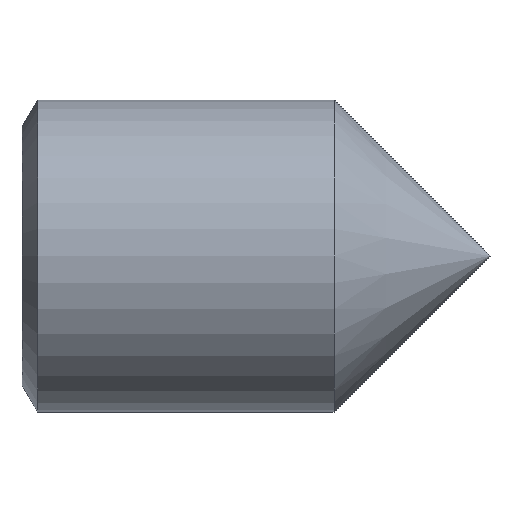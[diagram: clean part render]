
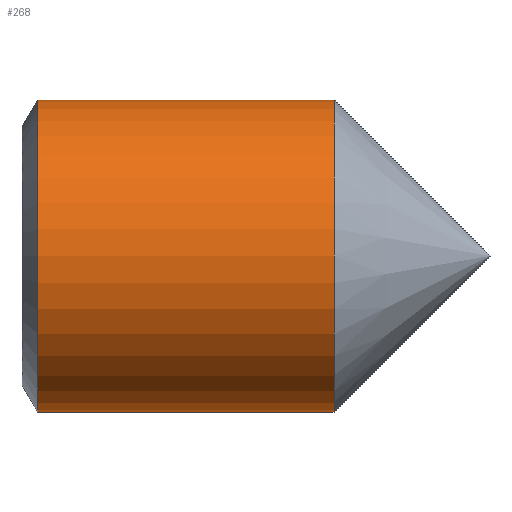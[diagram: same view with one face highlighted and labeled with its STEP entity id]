
A CAD part, front view. The second image highlights one B-rep face of the part: STEP entity #268.
In plain terms, the highlighted cylindrical face has radius 4 mm (diameter 8 mm), a partial arc.
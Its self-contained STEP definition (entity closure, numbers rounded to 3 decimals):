
#12 = AXIS2_PLACEMENT_3D ( 'NONE', #103, #324, #165 ) ;
#14 = CARTESIAN_POINT ( 'NONE',  ( -12.7, 0., -4. ) ) ;
#29 = ORIENTED_EDGE ( 'NONE', *, *, #280, .T. ) ;
#31 = VECTOR ( 'NONE', #329, 1000. ) ;
#63 = ORIENTED_EDGE ( 'NONE', *, *, #298, .F. ) ;
#75 = DIRECTION ( 'NONE',  ( 0., 0., 1. ) ) ;
#90 = VERTEX_POINT ( 'NONE', #98 ) ;
#98 = CARTESIAN_POINT ( 'NONE',  ( 8., 0., -4. ) ) ;
#103 = CARTESIAN_POINT ( 'NONE',  ( -12.7, 0., 0. ) ) ;
#107 = DIRECTION ( 'NONE',  ( -1., 0., 0. ) ) ;
#117 = LINE ( 'NONE', #14, #31 ) ;
#129 = CARTESIAN_POINT ( 'NONE',  ( -12.7, 0., 4. ) ) ;
#137 = DIRECTION ( 'NONE',  ( 0., 0., 1. ) ) ;
#142 = CARTESIAN_POINT ( 'NONE',  ( 0.399, 0., -4. ) ) ;
#144 = AXIS2_PLACEMENT_3D ( 'NONE', #286, #290, #75 ) ;
#146 = CYLINDRICAL_SURFACE ( 'NONE', #12, 4. ) ;
#154 = AXIS2_PLACEMENT_3D ( 'NONE', #403, #107, #137 ) ;
#165 = DIRECTION ( 'NONE',  ( 0., 0., 1. ) ) ;
#170 = EDGE_CURVE ( 'NONE', #412, #217, #276, .T. ) ;
#174 = ORIENTED_EDGE ( 'NONE', *, *, #170, .T. ) ;
#189 = VECTOR ( 'NONE', #358, 1000. ) ;
#214 = CIRCLE ( 'NONE', #154, 4. ) ;
#217 = VERTEX_POINT ( 'NONE', #225 ) ;
#225 = CARTESIAN_POINT ( 'NONE',  ( 0.399, 0., 4. ) ) ;
#226 = EDGE_CURVE ( 'NONE', #356, #217, #407, .T. ) ;
#268 = ADVANCED_FACE ( 'NONE', ( #392 ), #146, .T. ) ;
#276 = LINE ( 'NONE', #129, #189 ) ;
#280 = EDGE_CURVE ( 'NONE', #90, #412, #214, .T. ) ;
#286 = CARTESIAN_POINT ( 'NONE',  ( 0.399, 0., 0. ) ) ;
#290 = DIRECTION ( 'NONE',  ( -1., 0., 0. ) ) ;
#298 = EDGE_CURVE ( 'NONE', #90, #356, #117, .T. ) ;
#324 = DIRECTION ( 'NONE',  ( -1., 0., 0. ) ) ;
#329 = DIRECTION ( 'NONE',  ( -1., 0., 0. ) ) ;
#346 = EDGE_LOOP ( 'NONE', ( #63, #29, #174, #401 ) ) ;
#356 = VERTEX_POINT ( 'NONE', #142 ) ;
#358 = DIRECTION ( 'NONE',  ( -1., 0., 0. ) ) ;
#369 = CARTESIAN_POINT ( 'NONE',  ( 8., 0., 4. ) ) ;
#392 = FACE_OUTER_BOUND ( 'NONE', #346, .T. ) ;
#401 = ORIENTED_EDGE ( 'NONE', *, *, #226, .F. ) ;
#403 = CARTESIAN_POINT ( 'NONE',  ( 8., 0., 0. ) ) ;
#407 = CIRCLE ( 'NONE', #144, 4. ) ;
#412 = VERTEX_POINT ( 'NONE', #369 ) ;
